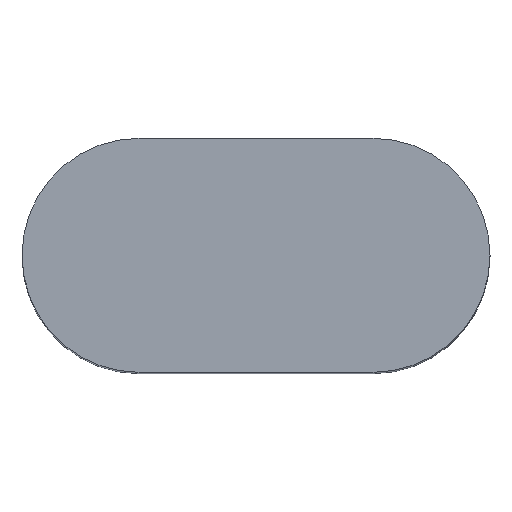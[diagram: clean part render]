
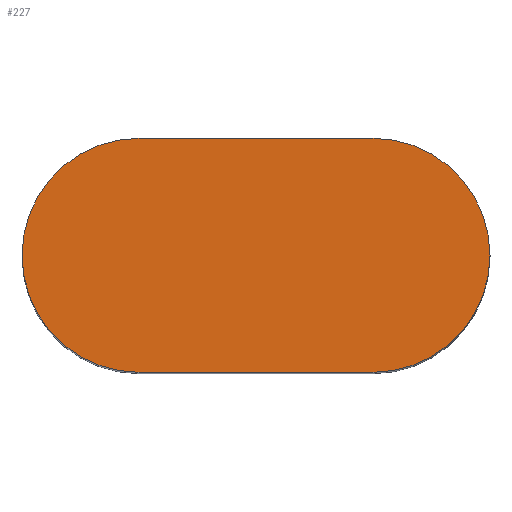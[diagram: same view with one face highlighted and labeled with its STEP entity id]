
A CAD part, top view. The second image highlights one B-rep face of the part: STEP entity #227.
In plain terms, the highlighted planar face has unit normal (0, 0, 1).
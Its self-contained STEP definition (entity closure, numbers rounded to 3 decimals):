
#2 = CARTESIAN_POINT ( 'NONE',  ( 4.5, 4.5, 0. ) ) ;
#5 = CARTESIAN_POINT ( 'NONE',  ( 4.5, 0., 0. ) ) ;
#9 = EDGE_CURVE ( 'NONE', #379, #290, #373, .T. ) ;
#13 = CARTESIAN_POINT ( 'NONE',  ( 13.5, 0., 0. ) ) ;
#17 = AXIS2_PLACEMENT_3D ( 'NONE', #232, #388, #102 ) ;
#18 = LINE ( 'NONE', #303, #96 ) ;
#19 = CARTESIAN_POINT ( 'NONE',  ( 0., 9., 0. ) ) ;
#28 = DIRECTION ( 'NONE',  ( 1., 0., 0. ) ) ;
#39 = VERTEX_POINT ( 'NONE', #315 ) ;
#51 = VERTEX_POINT ( 'NONE', #5 ) ;
#53 = DIRECTION ( 'NONE',  ( 1., 0., 0. ) ) ;
#62 = CARTESIAN_POINT ( 'NONE',  ( 4.5, 4.5, 0. ) ) ;
#70 = VECTOR ( 'NONE', #53, 1000. ) ;
#77 = AXIS2_PLACEMENT_3D ( 'NONE', #62, #277, #123 ) ;
#81 = EDGE_CURVE ( 'NONE', #39, #270, #162, .T. ) ;
#94 = ORIENTED_EDGE ( 'NONE', *, *, #210, .T. ) ;
#96 = VECTOR ( 'NONE', #28, 1000. ) ;
#97 = EDGE_LOOP ( 'NONE', ( #136, #382, #254, #104, #94, #155 ) ) ;
#102 = DIRECTION ( 'NONE',  ( -1., 0., 0. ) ) ;
#103 = DIRECTION ( 'NONE',  ( 0., 0., -1. ) ) ;
#104 = ORIENTED_EDGE ( 'NONE', *, *, #9, .T. ) ;
#114 = LINE ( 'NONE', #391, #70 ) ;
#123 = DIRECTION ( 'NONE',  ( -1., 0., 0. ) ) ;
#136 = ORIENTED_EDGE ( 'NONE', *, *, #81, .T. ) ;
#144 = AXIS2_PLACEMENT_3D ( 'NONE', #167, #237, #207 ) ;
#146 = EDGE_CURVE ( 'NONE', #39, #291, #18, .T. ) ;
#153 = AXIS2_PLACEMENT_3D ( 'NONE', #19, #103, #359 ) ;
#154 = DIRECTION ( 'NONE',  ( 0., 0., 1. ) ) ;
#155 = ORIENTED_EDGE ( 'NONE', *, *, #146, .F. ) ;
#157 = DIRECTION ( 'NONE',  ( -1., 0., 0. ) ) ;
#162 = CIRCLE ( 'NONE', #267, 4.5 ) ;
#167 = CARTESIAN_POINT ( 'NONE',  ( 13.5, 4.5, 0. ) ) ;
#169 = CIRCLE ( 'NONE', #144, 4.5 ) ;
#185 = CARTESIAN_POINT ( 'NONE',  ( 18., 4.5, 0. ) ) ;
#207 = DIRECTION ( 'NONE',  ( -1., 0., 0. ) ) ;
#210 = EDGE_CURVE ( 'NONE', #290, #291, #169, .T. ) ;
#216 = CARTESIAN_POINT ( 'NONE',  ( 13.5, 9., 0. ) ) ;
#227 = ADVANCED_FACE ( 'NONE', ( #233 ), #333, .F. ) ;
#232 = CARTESIAN_POINT ( 'NONE',  ( 13.5, 4.5, 0. ) ) ;
#233 = FACE_OUTER_BOUND ( 'NONE', #97, .T. ) ;
#237 = DIRECTION ( 'NONE',  ( 0., 0., 1. ) ) ;
#244 = EDGE_CURVE ( 'NONE', #51, #379, #114, .T. ) ;
#254 = ORIENTED_EDGE ( 'NONE', *, *, #244, .T. ) ;
#267 = AXIS2_PLACEMENT_3D ( 'NONE', #2, #154, #157 ) ;
#270 = VERTEX_POINT ( 'NONE', #349 ) ;
#271 = CIRCLE ( 'NONE', #77, 4.5 ) ;
#277 = DIRECTION ( 'NONE',  ( 0., 0., 1. ) ) ;
#290 = VERTEX_POINT ( 'NONE', #185 ) ;
#291 = VERTEX_POINT ( 'NONE', #216 ) ;
#303 = CARTESIAN_POINT ( 'NONE',  ( 0., 9., 0. ) ) ;
#310 = EDGE_CURVE ( 'NONE', #270, #51, #271, .T. ) ;
#315 = CARTESIAN_POINT ( 'NONE',  ( 4.5, 9., 0. ) ) ;
#333 = PLANE ( 'NONE',  #153 ) ;
#349 = CARTESIAN_POINT ( 'NONE',  ( 0., 4.5, 0. ) ) ;
#359 = DIRECTION ( 'NONE',  ( -1., 0., 0. ) ) ;
#373 = CIRCLE ( 'NONE', #17, 4.5 ) ;
#379 = VERTEX_POINT ( 'NONE', #13 ) ;
#382 = ORIENTED_EDGE ( 'NONE', *, *, #310, .T. ) ;
#388 = DIRECTION ( 'NONE',  ( 0., 0., 1. ) ) ;
#391 = CARTESIAN_POINT ( 'NONE',  ( 0., 0., 0. ) ) ;
